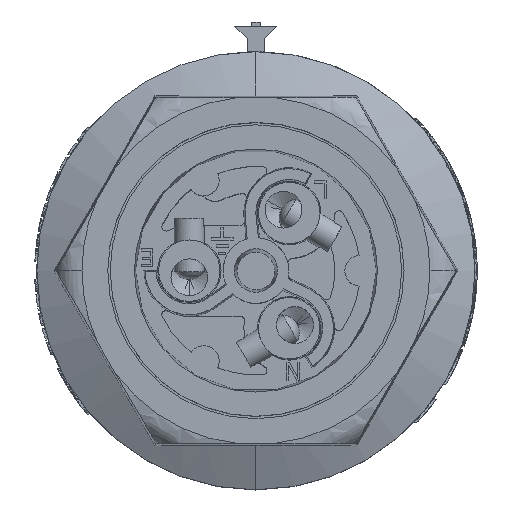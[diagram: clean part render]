
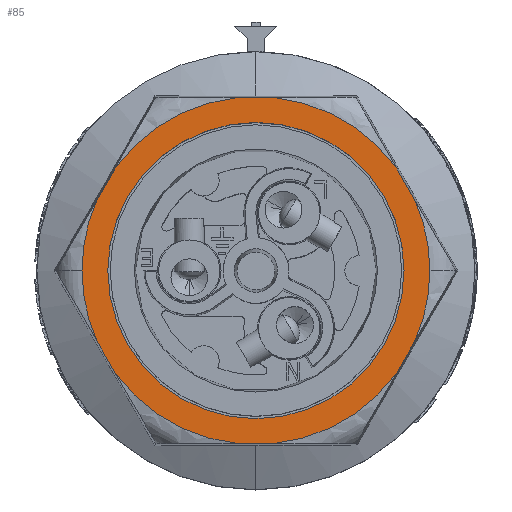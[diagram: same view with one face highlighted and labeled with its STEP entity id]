
A CAD part, top view. The second image highlights one B-rep face of the part: STEP entity #85.
In plain terms, the highlighted planar face has unit normal (0, 0, 1).
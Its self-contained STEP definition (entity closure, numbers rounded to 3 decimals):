
#85=ADVANCED_FACE('',(#3427,#3428),#3429,.F.);
#3427=FACE_OUTER_BOUND('',#10021,.T.);
#3428=FACE_BOUND('',#10022,.T.);
#3429=PLANE('',#10023);
#10021=EDGE_LOOP('',(#21527,#21528,#21529,#21530,#21531,#21532,#21533,#21534,#21535,#21536,#21537,#21538,#21539,#21540));
#10022=EDGE_LOOP('',(#21541,#21542));
#10023=AXIS2_PLACEMENT_3D('',#21543,#21544,#21545);
#21527=ORIENTED_EDGE('',*,*,#48826,.F.);
#21528=ORIENTED_EDGE('',*,*,#48831,.T.);
#21529=ORIENTED_EDGE('',*,*,#48832,.F.);
#21530=ORIENTED_EDGE('',*,*,#48833,.T.);
#21531=ORIENTED_EDGE('',*,*,#48834,.F.);
#21532=ORIENTED_EDGE('',*,*,#46866,.T.);
#21533=ORIENTED_EDGE('',*,*,#48835,.T.);
#21534=ORIENTED_EDGE('',*,*,#48836,.F.);
#21535=ORIENTED_EDGE('',*,*,#48837,.T.);
#21536=ORIENTED_EDGE('',*,*,#48838,.F.);
#21537=ORIENTED_EDGE('',*,*,#48839,.T.);
#21538=ORIENTED_EDGE('',*,*,#48840,.F.);
#21539=ORIENTED_EDGE('',*,*,#48841,.T.);
#21540=ORIENTED_EDGE('',*,*,#46870,.T.);
#21541=ORIENTED_EDGE('',*,*,#48842,.T.);
#21542=ORIENTED_EDGE('',*,*,#48843,.T.);
#21543=CARTESIAN_POINT('',(0.0,0.0,16.0));
#21544=DIRECTION('',(0.0,0.0,-1.0));
#21545=DIRECTION('',(0.0,-1.0,0.0));
#46866=EDGE_CURVE('',#55968,#55965,#55969,.T.);
#46870=EDGE_CURVE('',#55972,#55974,#55976,.T.);
#48826=EDGE_CURVE('',#59877,#55974,#59878,.T.);
#48831=EDGE_CURVE('',#59877,#59883,#59885,.T.);
#48832=EDGE_CURVE('',#59886,#59883,#59887,.T.);
#48833=EDGE_CURVE('',#59886,#59888,#59889,.T.);
#48834=EDGE_CURVE('',#55968,#59888,#59890,.T.);
#48835=EDGE_CURVE('',#55965,#59891,#59892,.T.);
#48836=EDGE_CURVE('',#59893,#59891,#59894,.T.);
#48837=EDGE_CURVE('',#59893,#59895,#59896,.T.);
#48838=EDGE_CURVE('',#59897,#59895,#59898,.T.);
#48839=EDGE_CURVE('',#59897,#59899,#59900,.T.);
#48840=EDGE_CURVE('',#59901,#59899,#59902,.T.);
#48841=EDGE_CURVE('',#59901,#55972,#59903,.T.);
#48842=EDGE_CURVE('',#59904,#59905,#59906,.T.);
#48843=EDGE_CURVE('',#59905,#59904,#59907,.T.);
#55965=VERTEX_POINT('',#71420);
#55968=VERTEX_POINT('',#71423);
#55969=CIRCLE('',#71424,19.852);
#55972=VERTEX_POINT('',#71453);
#55974=VERTEX_POINT('',#71455);
#55976=CIRCLE('',#71483,19.852);
#59877=VERTEX_POINT('',#79641);
#59878=LINE('',#79642,#79643);
#59883=VERTEX_POINT('',#79676);
#59885=CIRCLE('',#79704,19.852);
#59886=VERTEX_POINT('',#79705);
#59887=LINE('',#79706,#79707);
#59888=VERTEX_POINT('',#79708);
#59889=CIRCLE('',#79709,19.852);
#59890=LINE('',#79710,#79711);
#59891=VERTEX_POINT('',#79712);
#59892=CIRCLE('',#79713,19.852);
#59893=VERTEX_POINT('',#79714);
#59894=LINE('',#79715,#79716);
#59895=VERTEX_POINT('',#79717);
#59896=CIRCLE('',#79718,19.852);
#59897=VERTEX_POINT('',#79719);
#59898=LINE('',#79720,#79721);
#59899=VERTEX_POINT('',#79722);
#59900=CIRCLE('',#79723,19.852);
#59901=VERTEX_POINT('',#79724);
#59902=LINE('',#79725,#79726);
#59903=CIRCLE('',#79727,19.852);
#59904=VERTEX_POINT('',#79728);
#59905=VERTEX_POINT('',#79729);
#59906=CIRCLE('',#79730,16.9);
#59907=CIRCLE('',#79731,16.9);
#71420=CARTESIAN_POINT('',(19.852,0.,16.0));
#71423=CARTESIAN_POINT('',(18.153,-8.034,16.0));
#71424=AXIS2_PLACEMENT_3D('',#103198,#103199,#103200);
#71453=CARTESIAN_POINT('',(-19.852,0.,16.0));
#71455=CARTESIAN_POINT('',(-18.153,-8.034,16.0));
#71483=AXIS2_PLACEMENT_3D('',#103204,#103205,#103206);
#79641=CARTESIAN_POINT('',(-16.035,-11.704,16.0));
#79642=CARTESIAN_POINT('',(-16.035,-11.704,16.0));
#79643=VECTOR('',#104813,4.237);
#79676=CARTESIAN_POINT('',(-2.118,-19.738,16.0));
#79704=AXIS2_PLACEMENT_3D('',#104816,#104817,#104818);
#79705=CARTESIAN_POINT('',(2.118,-19.738,16.0));
#79706=CARTESIAN_POINT('',(2.118,-19.738,16.0));
#79707=VECTOR('',#104819,4.237);
#79708=CARTESIAN_POINT('',(16.035,-11.704,16.0));
#79709=AXIS2_PLACEMENT_3D('',#104820,#104821,#104822);
#79710=CARTESIAN_POINT('',(18.153,-8.034,16.0));
#79711=VECTOR('',#104823,4.237);
#79712=CARTESIAN_POINT('',(18.153,8.034,16.0));
#79713=AXIS2_PLACEMENT_3D('',#104824,#104825,#104826);
#79714=CARTESIAN_POINT('',(16.035,11.704,16.0));
#79715=CARTESIAN_POINT('',(16.035,11.704,16.0));
#79716=VECTOR('',#104827,4.237);
#79717=CARTESIAN_POINT('',(2.118,19.738,16.0));
#79718=AXIS2_PLACEMENT_3D('',#104828,#104829,#104830);
#79719=CARTESIAN_POINT('',(-2.118,19.738,16.0));
#79720=CARTESIAN_POINT('',(-2.118,19.738,16.0));
#79721=VECTOR('',#104831,4.237);
#79722=CARTESIAN_POINT('',(-16.035,11.704,16.0));
#79723=AXIS2_PLACEMENT_3D('',#104832,#104833,#104834);
#79724=CARTESIAN_POINT('',(-18.153,8.034,16.0));
#79725=CARTESIAN_POINT('',(-18.153,8.034,16.0));
#79726=VECTOR('',#104835,4.237);
#79727=AXIS2_PLACEMENT_3D('',#104836,#104837,#104838);
#79728=CARTESIAN_POINT('',(-16.9,0.0,16.0));
#79729=CARTESIAN_POINT('',(16.9,0.0,16.0));
#79730=AXIS2_PLACEMENT_3D('',#104839,#104840,#104841);
#79731=AXIS2_PLACEMENT_3D('',#104842,#104843,#104844);
#103198=CARTESIAN_POINT('',(0.0,0.0,16.0));
#103199=DIRECTION('',(0.0,0.0,1.0));
#103200=DIRECTION('',(0.914,-0.405,0.0));
#103204=CARTESIAN_POINT('',(0.0,0.0,16.0));
#103205=DIRECTION('',(0.0,0.0,1.0));
#103206=DIRECTION('',(-0.914,0.405,0.0));
#104813=DIRECTION('',(-0.5,0.866,0.0));
#104816=CARTESIAN_POINT('',(0.0,0.0,16.0));
#104817=DIRECTION('',(0.0,0.0,1.0));
#104818=DIRECTION('',(-0.808,-0.59,0.0));
#104819=DIRECTION('',(-1.0,0.0,0.0));
#104820=CARTESIAN_POINT('',(0.0,0.0,16.0));
#104821=DIRECTION('',(0.0,0.0,1.0));
#104822=DIRECTION('',(0.107,-0.994,0.0));
#104823=DIRECTION('',(-0.5,-0.866,0.0));
#104824=CARTESIAN_POINT('',(0.0,0.0,16.0));
#104825=DIRECTION('',(0.0,0.0,1.0));
#104826=DIRECTION('',(0.914,-0.405,0.0));
#104827=DIRECTION('',(0.5,-0.866,0.0));
#104828=CARTESIAN_POINT('',(0.0,0.0,16.0));
#104829=DIRECTION('',(0.0,-0.0,1.0));
#104830=DIRECTION('',(0.808,0.59,0.0));
#104831=DIRECTION('',(1.0,0.0,0.0));
#104832=CARTESIAN_POINT('',(0.0,0.0,16.0));
#104833=DIRECTION('',(0.0,0.0,1.0));
#104834=DIRECTION('',(-0.107,0.994,0.0));
#104835=DIRECTION('',(0.5,0.866,0.0));
#104836=CARTESIAN_POINT('',(0.0,0.0,16.0));
#104837=DIRECTION('',(0.0,0.0,1.0));
#104838=DIRECTION('',(-0.914,0.405,0.0));
#104839=CARTESIAN_POINT('',(0.0,0.0,16.0));
#104840=DIRECTION('',(0.0,0.0,-1.0));
#104841=DIRECTION('',(-1.0,0.0,0.0));
#104842=CARTESIAN_POINT('',(0.0,0.0,16.0));
#104843=DIRECTION('',(0.0,0.0,-1.0));
#104844=DIRECTION('',(1.0,0.0,0.0));
